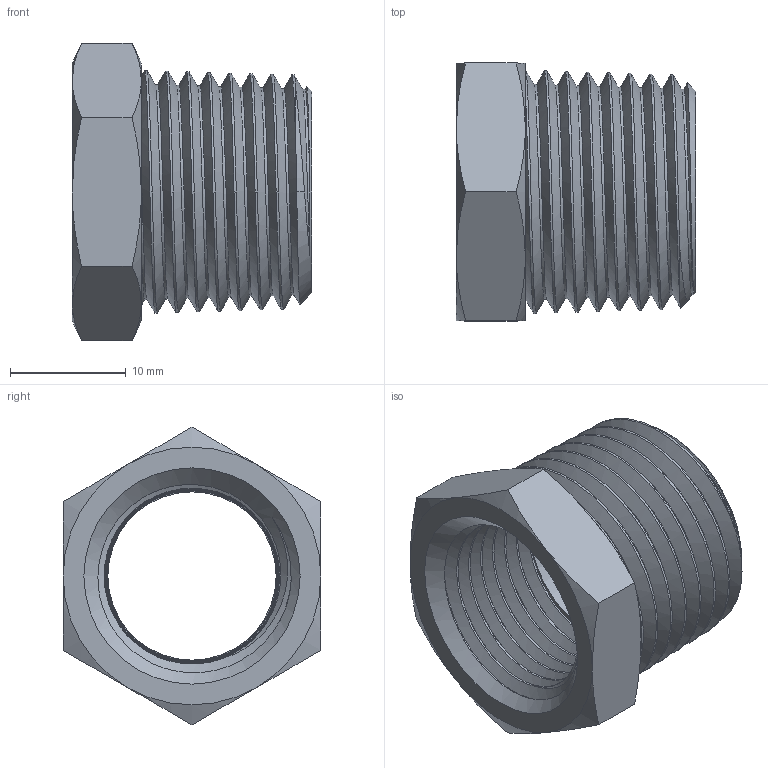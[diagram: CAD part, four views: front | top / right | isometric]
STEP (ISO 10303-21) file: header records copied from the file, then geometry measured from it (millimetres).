
FILE_DESCRIPTION(/* description */ (''),/* implementation_level */ '2;1');
FILE_NAME(/* name */ '110-N3-N4.stp',/* time_stamp */ '2024-01-23T10:00:02-05:00',/* author */ ('esanner'),/* organization */ (''),/* preprocessor_version */ 'ST-DEVELOPER v19',/* originating_system */ 'AutoCAD Mechanical',/* authorisation */ '');
FILE_SCHEMA (('AUTOMOTIVE_DESIGN { 1 0 10303 214 3 1 1 }'));
Length unit declared in the file: millimetre
Products named in the file (2): Product; 110-N3-N4
Assembly tree (1 placements, depth 2):
  Product
    110-N3-N4
Bounding box: 20.64 x 22.23 x 25.66 mm (x, y, z)
Volume: 3015.7 mm3; surface area: 3737.8 mm2
Topology: 1 solids, 1 shells, 65 faces, 173 edges, 112 vertices
Faces by surface type: cone 47, plane 10, bspline 6, cylinder 2
Entity records: 11321 total; most frequent: CARTESIAN_POINT 9891, ORIENTED_EDGE 346, DIRECTION 215, EDGE_CURVE 173, VERTEX_POINT 112, AXIS2_PLACEMENT_3D 87, B_SPLINE_CURVE_WITH_KNOTS 83, EDGE_LOOP 69
